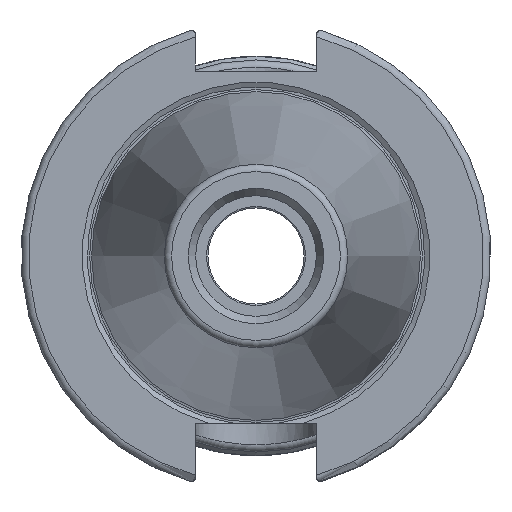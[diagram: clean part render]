
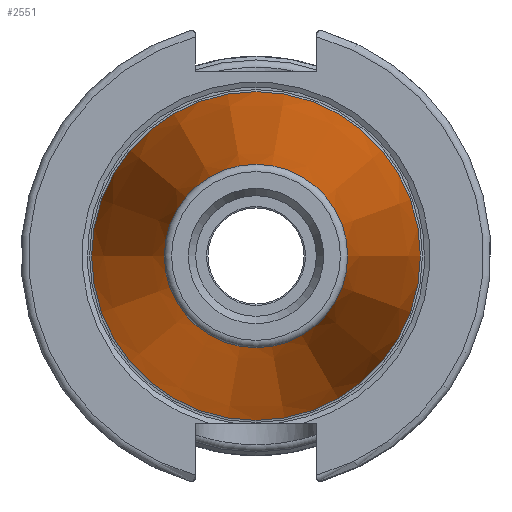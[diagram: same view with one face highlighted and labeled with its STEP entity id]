
A CAD part, left-side view. The second image highlights one B-rep face of the part: STEP entity #2551.
In plain terms, the highlighted conical face has half-angle 8.297 degrees and reference radius 17.248 mm.
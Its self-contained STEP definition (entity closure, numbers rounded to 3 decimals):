
#84=CONICAL_SURFACE('',#2814,17.248,0.145);
#179=LINE('',#4099,#322);
#322=VECTOR('',#3218,17.248);
#504=FACE_OUTER_BOUND('',#663,.T.);
#663=EDGE_LOOP('',(#1853,#1854,#1855,#1856,#1857));
#822=CIRCLE('',#2808,12.397);
#823=CIRCLE('',#2809,12.397);
#827=CIRCLE('',#2815,22.225);
#1097=VERTEX_POINT('',#4086);
#1098=VERTEX_POINT('',#4087);
#1101=VERTEX_POINT('',#4097);
#1388=EDGE_CURVE('',#1097,#1098,#822,.T.);
#1389=EDGE_CURVE('',#1098,#1097,#823,.T.);
#1393=EDGE_CURVE('',#1101,#1101,#827,.T.);
#1394=EDGE_CURVE('',#1101,#1098,#179,.T.);
#1853=ORIENTED_EDGE('',*,*,#1393,.F.);
#1854=ORIENTED_EDGE('',*,*,#1394,.T.);
#1855=ORIENTED_EDGE('',*,*,#1388,.F.);
#1856=ORIENTED_EDGE('',*,*,#1389,.F.);
#1857=ORIENTED_EDGE('',*,*,#1394,.F.);
#2551=ADVANCED_FACE('',(#504),#84,.T.);
#2808=AXIS2_PLACEMENT_3D('',#4088,#3202,#3203);
#2809=AXIS2_PLACEMENT_3D('',#4089,#3204,#3205);
#2814=AXIS2_PLACEMENT_3D('',#4096,#3214,#3215);
#2815=AXIS2_PLACEMENT_3D('',#4098,#3216,#3217);
#3202=DIRECTION('center_axis',(-1.,0.,0.));
#3203=DIRECTION('ref_axis',(0.,-1.,0.));
#3204=DIRECTION('center_axis',(-1.,0.,0.));
#3205=DIRECTION('ref_axis',(0.,-1.,0.));
#3214=DIRECTION('center_axis',(1.,0.,0.));
#3215=DIRECTION('ref_axis',(0.,1.,0.));
#3216=DIRECTION('center_axis',(1.,0.,0.));
#3217=DIRECTION('ref_axis',(0.,0.,-1.));
#3218=DIRECTION('',(-0.99,0.144,0.));
#4086=CARTESIAN_POINT('',(-67.394,0.,12.397));
#4087=CARTESIAN_POINT('',(-67.394,-12.397,0.));
#4088=CARTESIAN_POINT('Origin',(-67.394,0.,0.));
#4089=CARTESIAN_POINT('Origin',(-67.394,0.,0.));
#4096=CARTESIAN_POINT('Origin',(-34.125,0.,0.));
#4097=CARTESIAN_POINT('',(0.,-22.225,0.));
#4098=CARTESIAN_POINT('Origin',(0.,0.,0.));
#4099=CARTESIAN_POINT('',(-34.125,-17.248,0.));
